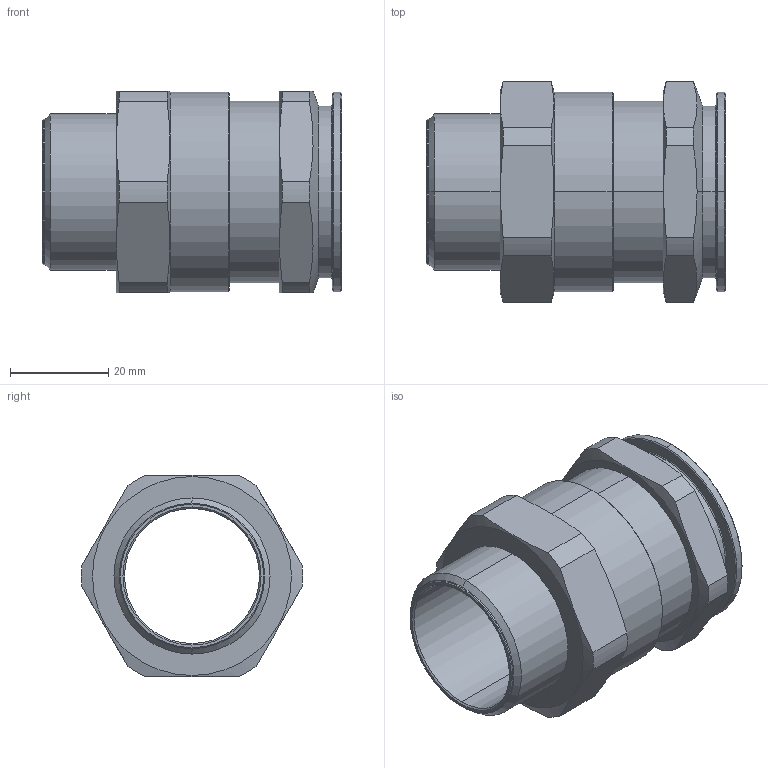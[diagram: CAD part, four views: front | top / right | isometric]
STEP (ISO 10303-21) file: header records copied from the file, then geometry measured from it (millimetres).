
FILE_DESCRIPTION (( 'STEP AP203' ), '1' );
FILE_NAME ('ISO40 N°8.STEP', '2014-04-01T10:14:01', ( '' ), ( '' ), 'SwSTEP 2.0', 'SolidWorks 2013', '' );
FILE_SCHEMA (( 'CONFIG_CONTROL_DESIGN' ));
Length unit declared in the file: millimetre
Products named in the file (1): ISO40 Nｰ8
Bounding box: 60.9 x 45.08 x 41 mm (x, y, z)
Volume: 33357.7 mm3; surface area: 15220.9 mm2
Topology: 1 solids, 1 shells, 71 faces, 170 edges, 106 vertices
Faces by surface type: cylinder 28, cone 20, plane 19, torus 4
Entity records: 2295 total; most frequent: CARTESIAN_POINT 560, DIRECTION 360, ORIENTED_EDGE 340, EDGE_CURVE 170, AXIS2_PLACEMENT_3D 150, VERTEX_POINT 106, CIRCLE 78, EDGE_LOOP 78
